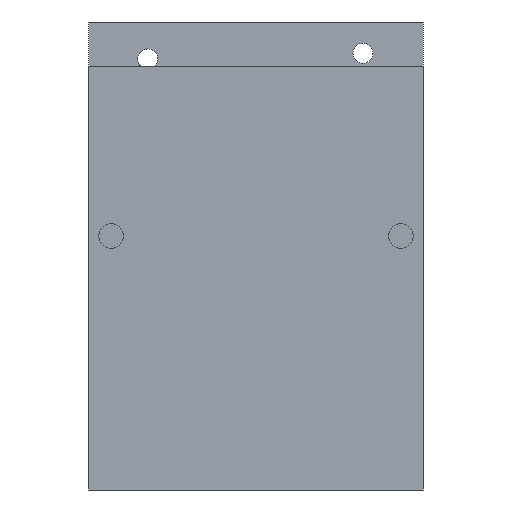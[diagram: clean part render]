
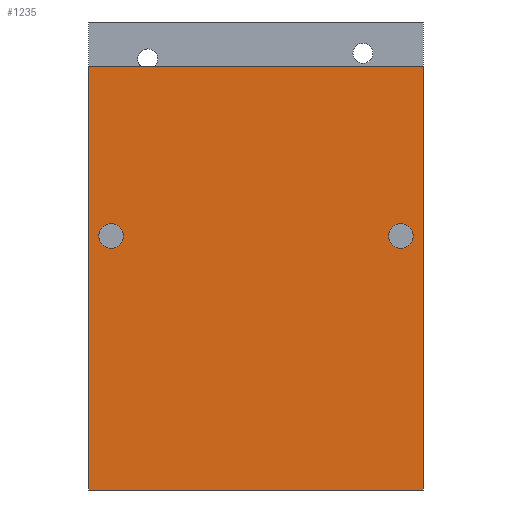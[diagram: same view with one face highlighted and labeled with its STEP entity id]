
A CAD part, front view. The second image highlights one B-rep face of the part: STEP entity #1235.
In plain terms, the highlighted planar face has unit normal (0, -1, 0).
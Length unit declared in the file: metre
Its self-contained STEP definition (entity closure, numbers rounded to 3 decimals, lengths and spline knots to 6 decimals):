
#135=LINE('',#2132,#201);
#141=LINE('',#2146,#207);
#142=LINE('',#2152,#208);
#143=LINE('',#2154,#209);
#201=VECTOR('',#1583,1.);
#207=VECTOR('',#1595,1.);
#208=VECTOR('',#1602,1.);
#209=VECTOR('',#1603,1.);
#328=ORIENTED_EDGE('',*,*,#622,.T.);
#329=ORIENTED_EDGE('',*,*,#623,.T.);
#330=ORIENTED_EDGE('',*,*,#624,.F.);
#331=ORIENTED_EDGE('',*,*,#625,.F.);
#332=ORIENTED_EDGE('',*,*,#614,.T.);
#333=ORIENTED_EDGE('',*,*,#621,.T.);
#614=EDGE_CURVE('',#759,#758,#135,.T.);
#621=EDGE_CURVE('',#758,#763,#141,.T.);
#622=EDGE_CURVE('',#764,#764,#843,.T.);
#623=EDGE_CURVE('',#765,#765,#844,.T.);
#624=EDGE_CURVE('',#766,#763,#142,.T.);
#625=EDGE_CURVE('',#759,#766,#143,.T.);
#758=VERTEX_POINT('',#2131);
#759=VERTEX_POINT('',#2133);
#763=VERTEX_POINT('',#2145);
#764=VERTEX_POINT('',#2149);
#765=VERTEX_POINT('',#2151);
#766=VERTEX_POINT('',#2153);
#843=CIRCLE('',#1353,0.00275);
#844=CIRCLE('',#1354,0.00275);
#920=EDGE_LOOP('',(#328));
#921=EDGE_LOOP('',(#329));
#922=EDGE_LOOP('',(#330,#331,#332,#333));
#1066=FACE_BOUND('',#920,.T.);
#1067=FACE_BOUND('',#921,.T.);
#1068=FACE_BOUND('',#922,.T.);
#1207=PLANE('',#1352);
#1235=ADVANCED_FACE('',(#1066,#1067,#1068),#1207,.T.);
#1352=AXIS2_PLACEMENT_3D('',#2147,#1596,#1597);
#1353=AXIS2_PLACEMENT_3D('',#2148,#1598,#1599);
#1354=AXIS2_PLACEMENT_3D('',#2150,#1600,#1601);
#1583=DIRECTION('',(-1.,0.,0.));
#1595=DIRECTION('',(0.,0.,-1.));
#1596=DIRECTION('',(0.,-1.,0.));
#1597=DIRECTION('',(0.,0.,-1.));
#1598=DIRECTION('',(0.,1.,0.));
#1599=DIRECTION('',(0.,0.,1.));
#1600=DIRECTION('',(0.,1.,0.));
#1601=DIRECTION('',(0.,0.,1.));
#1602=DIRECTION('',(-1.,0.,0.));
#1603=DIRECTION('',(0.,0.,-1.));
#2131=CARTESIAN_POINT('',(-0.0375,-0.037,0.098));
#2132=CARTESIAN_POINT('',(0.,-0.037,0.098));
#2133=CARTESIAN_POINT('',(0.0375,-0.037,0.098));
#2145=CARTESIAN_POINT('',(-0.0375,-0.037,0.003));
#2146=CARTESIAN_POINT('',(-0.0375,-0.037,0.098));
#2147=CARTESIAN_POINT('',(0.,-0.037,0.098));
#2148=CARTESIAN_POINT('',(-0.0325,-0.037,0.06));
#2149=CARTESIAN_POINT('',(-0.0325,-0.037,0.06275));
#2150=CARTESIAN_POINT('',(0.0325,-0.037,0.06));
#2151=CARTESIAN_POINT('',(0.0325,-0.037,0.06275));
#2152=CARTESIAN_POINT('',(0.,-0.037,0.003));
#2153=CARTESIAN_POINT('',(0.0375,-0.037,0.003));
#2154=CARTESIAN_POINT('',(0.0375,-0.037,0.098));
